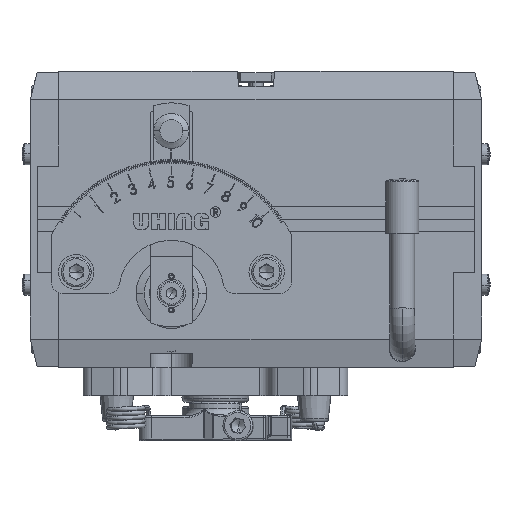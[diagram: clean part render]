
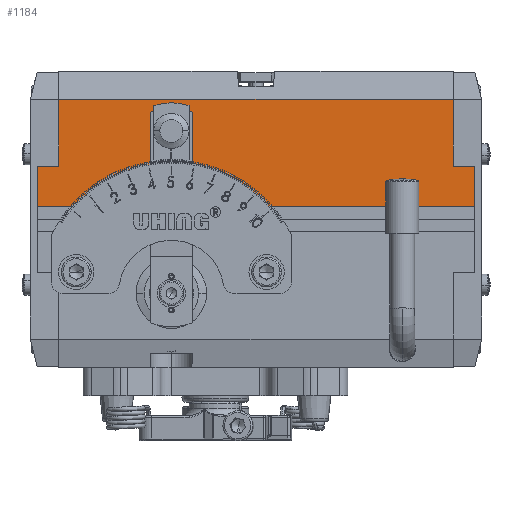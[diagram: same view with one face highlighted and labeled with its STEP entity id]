
A CAD part, top view. The second image highlights one B-rep face of the part: STEP entity #1184.
In plain terms, the highlighted planar face has unit normal (0, 0, 1).
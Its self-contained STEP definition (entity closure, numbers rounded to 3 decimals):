
#434 = CARTESIAN_POINT ( 'NONE',  ( 62., 34., 34. ) ) ;
#1184 = ADVANCED_FACE ( 'NONE', ( #119109 ), #64708, .F. ) ;
#1447 = CARTESIAN_POINT ( 'NONE',  ( 56., 34., 34. ) ) ;
#2615 = EDGE_CURVE ( 'NONE', #77937, #60533, #128877, .T. ) ;
#2728 = VERTEX_POINT ( 'NONE', #39262 ) ;
#3241 = EDGE_CURVE ( 'NONE', #2728, #171107, #34356, .T. ) ;
#7617 = CARTESIAN_POINT ( 'NONE',  ( -56., 34., 34. ) ) ;
#17688 = DIRECTION ( 'NONE',  ( -1., 0., 0. ) ) ;
#21584 = CARTESIAN_POINT ( 'NONE',  ( 56., 15., 34. ) ) ;
#21765 = CARTESIAN_POINT ( 'NONE',  ( 56., 34., 34. ) ) ;
#23580 = EDGE_CURVE ( 'NONE', #48458, #60533, #141995, .T. ) ;
#25716 = DIRECTION ( 'NONE',  ( 0., -1., 0. ) ) ;
#26025 = DIRECTION ( 'NONE',  ( 0., 0., -1. ) ) ;
#28230 = CARTESIAN_POINT ( 'NONE',  ( 62., 15., 34. ) ) ;
#30275 = EDGE_CURVE ( 'NONE', #48458, #90539, #162234, .T. ) ;
#31802 = CARTESIAN_POINT ( 'NONE',  ( -56., 34., 34. ) ) ;
#34356 = LINE ( 'NONE', #112481, #146937 ) ;
#35264 = VECTOR ( 'NONE', #166457, 1000. ) ;
#37566 = DIRECTION ( 'NONE',  ( -1., 0., 0. ) ) ;
#39262 = CARTESIAN_POINT ( 'NONE',  ( -56., 15., 34. ) ) ;
#39732 = CARTESIAN_POINT ( 'NONE',  ( 62., 34., 34. ) ) ;
#41303 = CARTESIAN_POINT ( 'NONE',  ( 62., 34., 34. ) ) ;
#45514 = VECTOR ( 'NONE', #130618, 1000. ) ;
#46995 = ORIENTED_EDGE ( 'NONE', *, *, #122326, .F. ) ;
#48458 = VERTEX_POINT ( 'NONE', #1447 ) ;
#60533 = VERTEX_POINT ( 'NONE', #21584 ) ;
#64708 = PLANE ( 'NONE',  #154907 ) ;
#66268 = VECTOR ( 'NONE', #138148, 1000. ) ;
#68955 = EDGE_CURVE ( 'NONE', #77937, #94918, #148445, .T. ) ;
#70361 = CARTESIAN_POINT ( 'NONE',  ( -62., 3.5, 34. ) ) ;
#77937 = VERTEX_POINT ( 'NONE', #28230 ) ;
#82718 = DIRECTION ( 'NONE',  ( 0., -1., 0. ) ) ;
#83407 = DIRECTION ( 'NONE',  ( -1., 0., 0. ) ) ;
#90539 = VERTEX_POINT ( 'NONE', #31802 ) ;
#94918 = VERTEX_POINT ( 'NONE', #123713 ) ;
#95221 = VERTEX_POINT ( 'NONE', #70361 ) ;
#98962 = VECTOR ( 'NONE', #25716, 1000. ) ;
#99573 = CARTESIAN_POINT ( 'NONE',  ( 62., 3.5, 34. ) ) ;
#99634 = ORIENTED_EDGE ( 'NONE', *, *, #68955, .F. ) ;
#101835 = ORIENTED_EDGE ( 'NONE', *, *, #30275, .T. ) ;
#102938 = ORIENTED_EDGE ( 'NONE', *, *, #2615, .T. ) ;
#104153 = ORIENTED_EDGE ( 'NONE', *, *, #171775, .F. ) ;
#105103 = DIRECTION ( 'NONE',  ( 0., 1., 0. ) ) ;
#105207 = ORIENTED_EDGE ( 'NONE', *, *, #136551, .T. ) ;
#112481 = CARTESIAN_POINT ( 'NONE',  ( 62., 15., 34. ) ) ;
#119109 = FACE_OUTER_BOUND ( 'NONE', #120198, .T. ) ;
#120198 = EDGE_LOOP ( 'NONE', ( #46995, #142826, #105207, #104153, #99634, #102938, #161145, #101835 ) ) ;
#122326 = EDGE_CURVE ( 'NONE', #2728, #90539, #128004, .T. ) ;
#122590 = CARTESIAN_POINT ( 'NONE',  ( -62., 15., 34. ) ) ;
#123713 = CARTESIAN_POINT ( 'NONE',  ( 62., 3.5, 34. ) ) ;
#126152 = VECTOR ( 'NONE', #83407, 1000. ) ;
#128004 = LINE ( 'NONE', #7617, #35264 ) ;
#128877 = LINE ( 'NONE', #141173, #149578 ) ;
#130618 = DIRECTION ( 'NONE',  ( 0., -1., 0. ) ) ;
#133719 = CARTESIAN_POINT ( 'NONE',  ( -62., 34., 34. ) ) ;
#136551 = EDGE_CURVE ( 'NONE', #171107, #95221, #145069, .T. ) ;
#138148 = DIRECTION ( 'NONE',  ( -1., 0., 0. ) ) ;
#138996 = LINE ( 'NONE', #99573, #66268 ) ;
#141173 = CARTESIAN_POINT ( 'NONE',  ( 62., 15., 34. ) ) ;
#141995 = LINE ( 'NONE', #21765, #45514 ) ;
#142826 = ORIENTED_EDGE ( 'NONE', *, *, #3241, .T. ) ;
#145069 = LINE ( 'NONE', #133719, #98962 ) ;
#146937 = VECTOR ( 'NONE', #17688, 1000. ) ;
#148445 = LINE ( 'NONE', #39732, #161690 ) ;
#149578 = VECTOR ( 'NONE', #37566, 1000. ) ;
#154907 = AXIS2_PLACEMENT_3D ( 'NONE', #434, #26025, #105103 ) ;
#161145 = ORIENTED_EDGE ( 'NONE', *, *, #23580, .F. ) ;
#161690 = VECTOR ( 'NONE', #82718, 1000. ) ;
#162234 = LINE ( 'NONE', #41303, #126152 ) ;
#166457 = DIRECTION ( 'NONE',  ( 0., 1., 0. ) ) ;
#171107 = VERTEX_POINT ( 'NONE', #122590 ) ;
#171775 = EDGE_CURVE ( 'NONE', #94918, #95221, #138996, .T. ) ;
